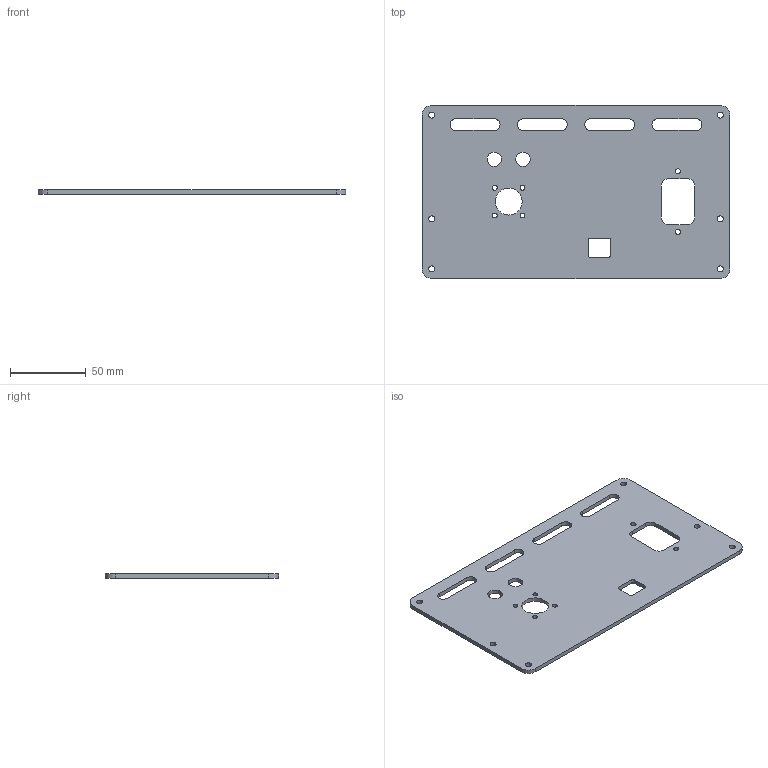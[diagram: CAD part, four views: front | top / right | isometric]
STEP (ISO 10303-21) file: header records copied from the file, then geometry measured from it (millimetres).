
FILE_DESCRIPTION (( 'STEP AP214' ), '1' );
FILE_NAME ('Smart Shunt Meter Rear Panel.step', '2021-02-21T00:27:11', ( '' ), ( '' ), 'SwSTEP 2.0', 'SolidWorks 2021', '' );
FILE_SCHEMA (( 'AUTOMOTIVE_DESIGN' ));
Length unit declared in the file: inch
Products named in the file (1): Smart Shunt Meter Rear Panel
Bounding box: 203.2 x 114.3 x 2.79 mm (x, y, z)
Volume: 58338 mm3; surface area: 45459.1 mm2
Topology: 1 solids, 1 shells, 76 faces, 222 edges, 148 vertices
Faces by surface type: cylinder 54, plane 22
Entity records: 2698 total; most frequent: DIRECTION 484, CARTESIAN_POINT 447, ORIENTED_EDGE 444, EDGE_CURVE 222, AXIS2_PLACEMENT_3D 185, VERTEX_POINT 148, EDGE_LOOP 118, LINE 114
